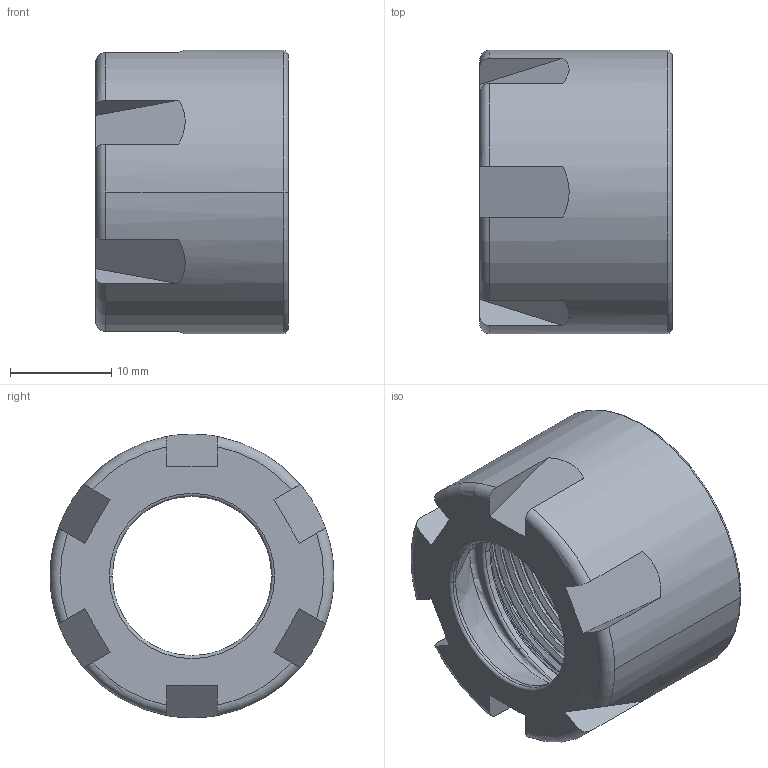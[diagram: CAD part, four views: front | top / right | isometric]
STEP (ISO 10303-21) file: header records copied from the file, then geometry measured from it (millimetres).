
FILE_DESCRIPTION((''),'2;1');
FILE_NAME('ER20_M','2021-03-29T',('104091'),(''),'CREO PARAMETRIC BY PTC INC, 2016260','CREO PARAMETRIC BY PTC INC, 2016260','');
FILE_SCHEMA(('CONFIG_CONTROL_DESIGN'));
Length unit declared in the file: millimetre
Products named in the file (1): ER20_M
Bounding box: 19 x 28 x 28 mm (x, y, z)
Volume: 4081.1 mm3; surface area: 4189.1 mm2
Topology: 1 solids, 1 shells, 87 faces, 231 edges, 146 vertices
Faces by surface type: cylinder 26, plane 23, torus 20, bspline 14, cone 4
Entity records: 7087 total; most frequent: CARTESIAN_POINT 5054, ORIENTED_EDGE 462, DIRECTION 355, EDGE_CURVE 231, VERTEX_POINT 146, AXIS2_PLACEMENT_3D 140, EDGE_LOOP 89, B_SPLINE_CURVE_WITH_KNOTS 89
